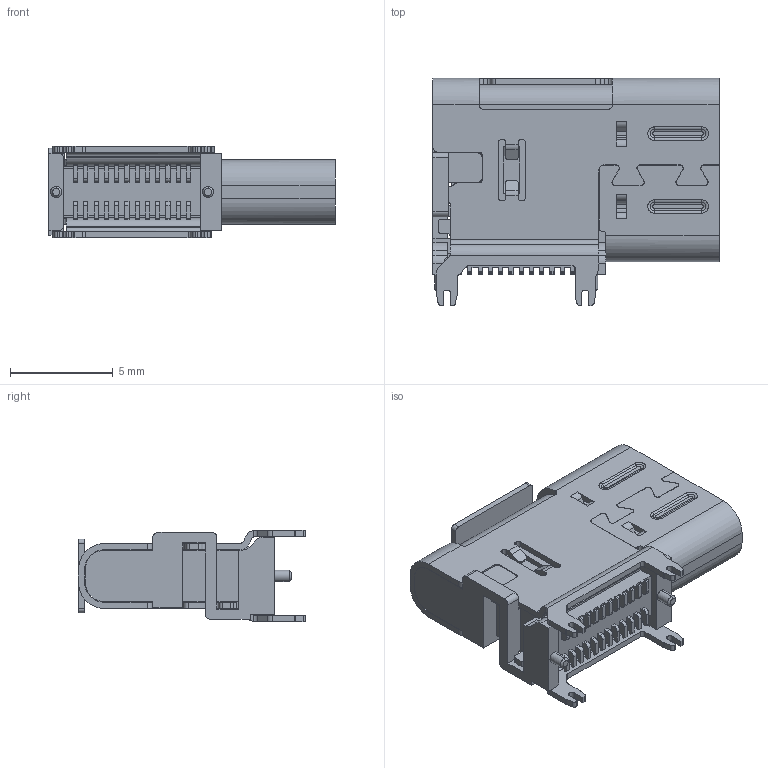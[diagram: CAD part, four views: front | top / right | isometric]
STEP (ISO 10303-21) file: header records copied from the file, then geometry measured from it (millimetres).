
FILE_DESCRIPTION((''),'2;1');
FILE_NAME('PRT0001','2024-07-13T17:33:28',('Administrator'),(''),'CREO PARAMETRIC BY PTC INC, 2020154','CREO PARAMETRIC BY PTC INC, 2020154','');
FILE_SCHEMA(('AUTOMOTIVE_DESIGN { 1 0 10303 214 1 1 1 1 }'));
Length unit declared in the file: millimetre
Products named in the file (1): PRT0001
Bounding box: 13.95 x 11.07 x 4.46 mm (x, y, z)
Volume: 309.3 mm3; surface area: 961.1 mm2
Topology: 1 solids, 1 shells, 963 faces, 2814 edges, 1844 vertices
Faces by surface type: plane 677, cylinder 257, cone 13, torus 8, bspline 8
Entity records: 38962 total; most frequent: CARTESIAN_POINT 6206, ORIENTED_EDGE 5628, DIRECTION 5214, EDGE_CURVE 2814, VECTOR 2198, LINE 2198, VERTEX_POINT 1844, AXIS2_PLACEMENT_3D 1508
